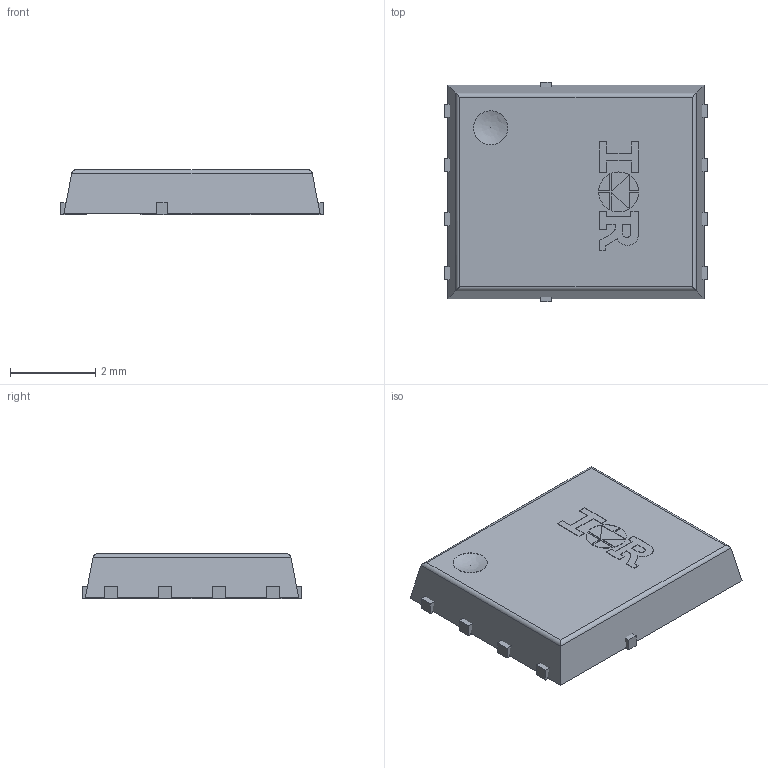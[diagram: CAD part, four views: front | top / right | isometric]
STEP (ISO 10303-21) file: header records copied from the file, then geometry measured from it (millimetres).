
FILE_DESCRIPTION(/* description */ (''),/* implementation_level */ '2;1');
FILE_NAME(/* name */ 'PG-TDSON-8-913_Z8B00210335_V04_3D.stp',/* time_stamp */ '2023-09-05T12:10:27+06:00',/* author */ ('Subramani'),/* organization */ (''),/* preprocessor_version */ 'ST-DEVELOPER v16.13',/* originating_system */ 'AutoCAD Mechanical',/* authorisation */ '');
FILE_SCHEMA (('AUTOMOTIVE_DESIGN { 1 0 10303 214 3 1 1 }'));
Length unit declared in the file: millimetre
Products named in the file (1): Product
Bounding box: 6.15 x 5.15 x 1.06 mm (x, y, z)
Volume: 33 mm3; surface area: 122.4 mm2
Topology: 13 solids, 13 shells, 180 faces, 458 edges, 304 vertices
Faces by surface type: plane 151, cylinder 26, sphere 2, bspline 1
Full cylindrical faces by diameter (mm): 0.8 x2
Entity records: 5404 total; most frequent: CARTESIAN_POINT 968, ORIENTED_EDGE 910, DIRECTION 863, EDGE_CURVE 455, LINE 405, VECTOR 405, VERTEX_POINT 304, AXIS2_PLACEMENT_3D 229
